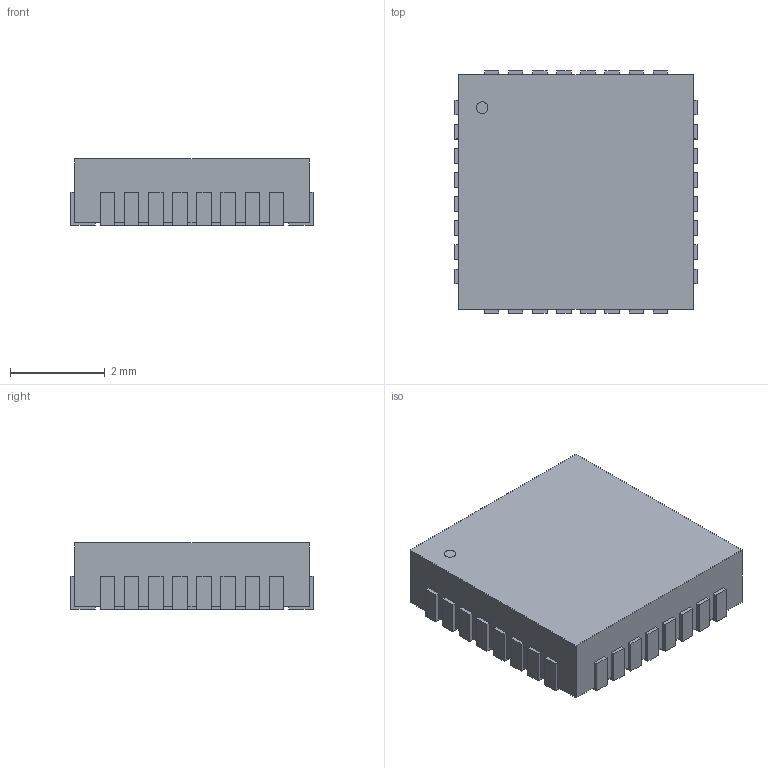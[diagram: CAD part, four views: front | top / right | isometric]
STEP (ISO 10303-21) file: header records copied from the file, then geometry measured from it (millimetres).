
FILE_DESCRIPTION(/* description */ (''),/* implementation_level */ '2;1');
FILE_NAME(/* name */ 'QFN32_5X5MC_MCH.step',/* time_stamp */ '2021-02-07T14:15:53+02:00',/* author */ (''),/* organization */ (''),/* preprocessor_version */ 'ST-DEVELOPER v18.1',/* originating_system */ 'Autodesk Translation Framework v9.7.1.1290',/* authorisation */ '');
FILE_SCHEMA (('AUTOMOTIVE_DESIGN { 1 0 10303 214 3 1 1 }'));
Length unit declared in the file: millimetre
Products named in the file (1): (Unsaved)
Bounding box: 5.11 x 5.11 x 1.4 mm (x, y, z)
Volume: 34.3 mm3; surface area: 128 mm2
Topology: 35 solids, 35 shells, 271 faces, 603 edges, 402 vertices
Faces by surface type: plane 270, cylinder 1
Full cylindrical faces by diameter (mm): 0.248 x1
Entity records: 7630 total; most frequent: CARTESIAN_POINT 1277, ORIENTED_EDGE 1206, DIRECTION 1149, EDGE_CURVE 603, LINE 601, VECTOR 601, VERTEX_POINT 402, STYLED_ITEM 306
